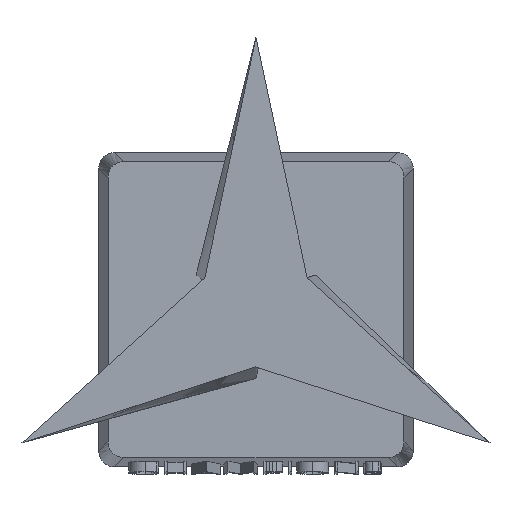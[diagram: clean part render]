
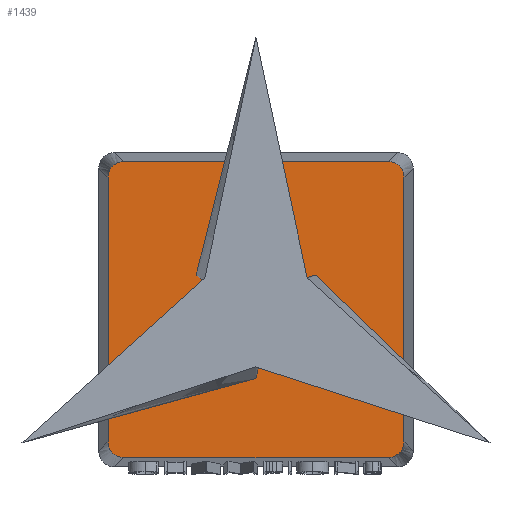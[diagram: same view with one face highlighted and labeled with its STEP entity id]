
A CAD part, top view. The second image highlights one B-rep face of the part: STEP entity #1439.
In plain terms, the highlighted free-form (B-spline) face has degree [1, 1] with [2, 2] control points.
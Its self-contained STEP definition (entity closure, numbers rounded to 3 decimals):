
#871 = EDGE_CURVE('',#872,#874,#876,.T.);
#872 = VERTEX_POINT('',#873);
#873 = CARTESIAN_POINT('',(-24.432,-27.322,
    19.343));
#874 = VERTEX_POINT('',#875);
#875 = CARTESIAN_POINT('',(24.432,-27.322,
    19.343));
#876 = B_SPLINE_CURVE_WITH_KNOTS('',1,(#877,#878),.UNSPECIFIED.,.F.,.F.,
  (2,2),(4.738,55.262),.PIECEWISE_BEZIER_KNOTS.);
#877 = CARTESIAN_POINT('',(-24.432,-27.322,
    19.343));
#878 = CARTESIAN_POINT('',(24.432,-27.322,
    19.343));
#1345 = VERTEX_POINT('',#1346);
#1346 = CARTESIAN_POINT('',(27.322,24.432,
    19.343));
#1351 = EDGE_CURVE('',#1352,#1345,#1354,.T.);
#1352 = VERTEX_POINT('',#1353);
#1353 = CARTESIAN_POINT('',(27.322,-24.432,
    19.343));
#1354 = B_SPLINE_CURVE_WITH_KNOTS('',1,(#1355,#1356),.UNSPECIFIED.,.F.,
  .F.,(2,2),(-55.262,-4.738),.PIECEWISE_BEZIER_KNOTS.);
#1355 = CARTESIAN_POINT('',(27.322,-24.432,
    19.343));
#1356 = CARTESIAN_POINT('',(27.322,24.432,
    19.343));
#1381 = VERTEX_POINT('',#1382);
#1382 = CARTESIAN_POINT('',(-24.432,27.322,
    19.343));
#1387 = EDGE_CURVE('',#1388,#1381,#1390,.T.);
#1388 = VERTEX_POINT('',#1389);
#1389 = CARTESIAN_POINT('',(24.432,27.322,
    19.343));
#1390 = B_SPLINE_CURVE_WITH_KNOTS('',1,(#1391,#1392),.UNSPECIFIED.,.F.,
  .F.,(2,2),(-55.262,-4.738),.PIECEWISE_BEZIER_KNOTS.);
#1391 = CARTESIAN_POINT('',(24.432,27.322,
    19.343));
#1392 = CARTESIAN_POINT('',(-24.432,27.322,
    19.343));
#1417 = VERTEX_POINT('',#1418);
#1418 = CARTESIAN_POINT('',(-27.322,-24.432,
    19.343));
#1423 = EDGE_CURVE('',#1424,#1417,#1426,.T.);
#1424 = VERTEX_POINT('',#1425);
#1425 = CARTESIAN_POINT('',(-27.322,24.432,
    19.343));
#1426 = B_SPLINE_CURVE_WITH_KNOTS('',1,(#1427,#1428),.UNSPECIFIED.,.F.,
  .F.,(2,2),(4.738,55.262),.PIECEWISE_BEZIER_KNOTS.);
#1427 = CARTESIAN_POINT('',(-27.322,24.432,
    19.343));
#1428 = CARTESIAN_POINT('',(-27.322,-24.432,
    19.343));
#1439 = ADVANCED_FACE('',(#1440),#1474,.T.);
#1440 = FACE_BOUND('',#1441,.T.);
#1441 = EDGE_LOOP('',(#1442,#1443,#1450,#1451,#1458,#1459,#1466,#1467));
#1442 = ORIENTED_EDGE('',*,*,#1423,.T.);
#1443 = ORIENTED_EDGE('',*,*,#1444,.T.);
#1444 = EDGE_CURVE('',#1417,#872,#1445,.T.);
#1445 = ( BOUNDED_CURVE() B_SPLINE_CURVE(3,(#1446,#1447,#1448,#1449),
.UNSPECIFIED.,.F.,.F.) B_SPLINE_CURVE_WITH_KNOTS((4,4),(5.502,
7.065),.PIECEWISE_BEZIER_KNOTS.) CURVE() 
GEOMETRIC_REPRESENTATION_ITEM() RATIONAL_B_SPLINE_CURVE((1.,
0.807,0.807,1.)) REPRESENTATION_ITEM('') );
#1446 = CARTESIAN_POINT('',(-27.322,-24.432,
    19.343));
#1447 = CARTESIAN_POINT('',(-27.322,-26.128,
    19.343));
#1448 = CARTESIAN_POINT('',(-26.128,-27.322,
    19.343));
#1449 = CARTESIAN_POINT('',(-24.432,-27.322,
    19.343));
#1450 = ORIENTED_EDGE('',*,*,#871,.T.);
#1451 = ORIENTED_EDGE('',*,*,#1452,.T.);
#1452 = EDGE_CURVE('',#874,#1352,#1453,.T.);
#1453 = ( BOUNDED_CURVE() B_SPLINE_CURVE(3,(#1454,#1455,#1456,#1457),
.UNSPECIFIED.,.F.,.F.) B_SPLINE_CURVE_WITH_KNOTS((4,4),(5.502,
7.065),.PIECEWISE_BEZIER_KNOTS.) CURVE() 
GEOMETRIC_REPRESENTATION_ITEM() RATIONAL_B_SPLINE_CURVE((1.,
0.807,0.807,1.)) REPRESENTATION_ITEM('') );
#1454 = CARTESIAN_POINT('',(24.432,-27.322,
    19.343));
#1455 = CARTESIAN_POINT('',(26.128,-27.322,
    19.343));
#1456 = CARTESIAN_POINT('',(27.322,-26.128,
    19.343));
#1457 = CARTESIAN_POINT('',(27.322,-24.432,
    19.343));
#1458 = ORIENTED_EDGE('',*,*,#1351,.T.);
#1459 = ORIENTED_EDGE('',*,*,#1460,.T.);
#1460 = EDGE_CURVE('',#1345,#1388,#1461,.T.);
#1461 = ( BOUNDED_CURVE() B_SPLINE_CURVE(3,(#1462,#1463,#1464,#1465),
.UNSPECIFIED.,.F.,.F.) B_SPLINE_CURVE_WITH_KNOTS((4,4),(5.502,
7.065),.PIECEWISE_BEZIER_KNOTS.) CURVE() 
GEOMETRIC_REPRESENTATION_ITEM() RATIONAL_B_SPLINE_CURVE((1.,
0.807,0.807,1.)) REPRESENTATION_ITEM('') );
#1462 = CARTESIAN_POINT('',(27.322,24.432,
    19.343));
#1463 = CARTESIAN_POINT('',(27.322,26.128,
    19.343));
#1464 = CARTESIAN_POINT('',(26.128,27.322,
    19.343));
#1465 = CARTESIAN_POINT('',(24.432,27.322,
    19.343));
#1466 = ORIENTED_EDGE('',*,*,#1387,.T.);
#1467 = ORIENTED_EDGE('',*,*,#1468,.T.);
#1468 = EDGE_CURVE('',#1381,#1424,#1469,.T.);
#1469 = ( BOUNDED_CURVE() B_SPLINE_CURVE(3,(#1470,#1471,#1472,#1473),
.UNSPECIFIED.,.F.,.F.) B_SPLINE_CURVE_WITH_KNOTS((4,4),(5.502,
7.065),.PIECEWISE_BEZIER_KNOTS.) CURVE() 
GEOMETRIC_REPRESENTATION_ITEM() RATIONAL_B_SPLINE_CURVE((1.,
0.807,0.807,1.)) REPRESENTATION_ITEM('') );
#1470 = CARTESIAN_POINT('',(-24.432,27.322,
    19.343));
#1471 = CARTESIAN_POINT('',(-26.128,27.322,
    19.343));
#1472 = CARTESIAN_POINT('',(-27.322,26.128,
    19.343));
#1473 = CARTESIAN_POINT('',(-27.322,24.432,
    19.343));
#1474 = B_SPLINE_SURFACE_WITH_KNOTS('',1,1,(
    (#1475,#1476)
    ,(#1477,#1478
    )),.UNSPECIFIED.,.F.,.F.,.F.,(2,2),(2,2),(-28.25,
    28.25),(-28.25,28.25),
  .PIECEWISE_BEZIER_KNOTS.);
#1475 = CARTESIAN_POINT('',(-27.322,-27.322,
    19.343));
#1476 = CARTESIAN_POINT('',(-27.322,27.322,
    19.343));
#1477 = CARTESIAN_POINT('',(27.322,-27.322,
    19.343));
#1478 = CARTESIAN_POINT('',(27.322,27.322,
    19.343));
